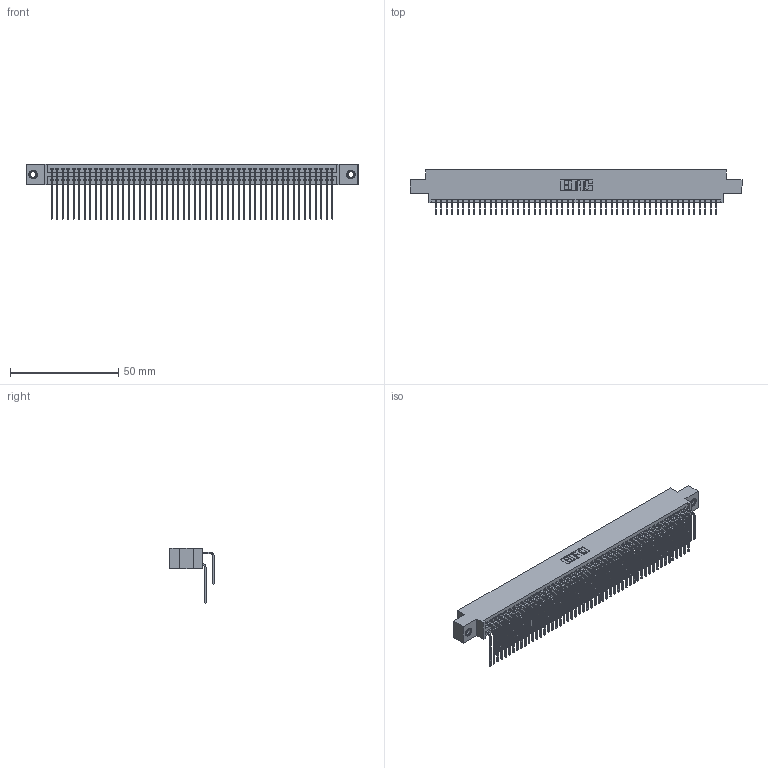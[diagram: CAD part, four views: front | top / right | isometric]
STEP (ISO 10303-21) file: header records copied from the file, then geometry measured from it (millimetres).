
FILE_DESCRIPTION (( 'STEP AP203' ), '1' );
FILE_NAME ('345-104-559-807.STEP', '2018-10-06T01:57:41', ( '' ), ( '' ), 'SwSTEP 2.0', 'SolidWorks 2016', '' );
FILE_SCHEMA (( 'CONFIG_CONTROL_DESIGN' ));
Length unit declared in the file: inch
Products named in the file (5): 345-250-001_345-250-005-103; 345 Part_0.170 Offset - 0.156 Dia-TI; 345-292-001_559 Tail - 2; 345-104-559-807; 345-292-001_558 559 Tail - 1
Assembly tree (107 placements, depth 2):
  345-104-559-807
    345 Part_0.170 Offset - 0.156 Dia-TI
    345-292-001_558 559 Tail - 1  x52
    345-292-001_559 Tail - 2  x52
    345-250-001_345-250-005-103  x2
Bounding box: 153.29 x 20.56 x 25.53 mm (x, y, z)
Volume: 15456.5 mm3; surface area: 26033.5 mm2
Topology: 107 solids, 107 shells, 5598 faces, 16609 edges, 10926 vertices
Faces by surface type: plane 3756, cylinder 1826, cone 12, torus 4
Entity records: 42424 total; most frequent: CARTESIAN_POINT 7130, ORIENTED_EDGE 7006, DIRECTION 6273, EDGE_CURVE 3503, VECTOR 3103, LINE 3103, VERTEX_POINT 2328, AXIS2_PLACEMENT_3D 1585
